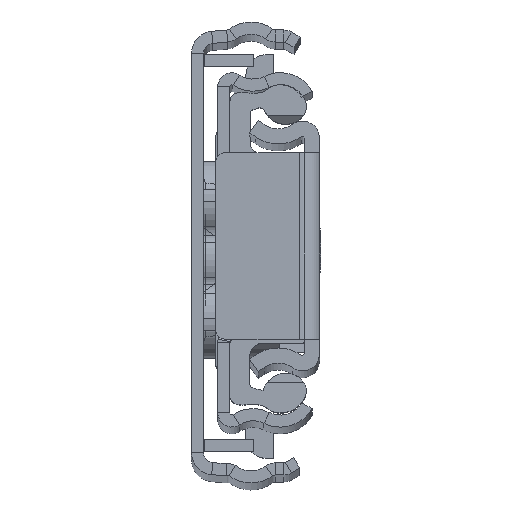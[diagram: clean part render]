
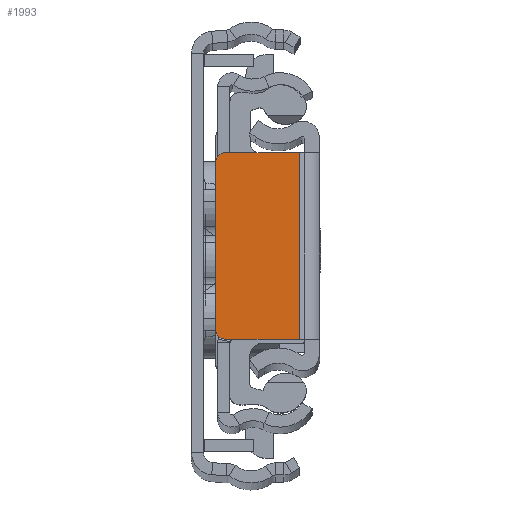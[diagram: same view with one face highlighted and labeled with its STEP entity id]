
A CAD part, top view. The second image highlights one B-rep face of the part: STEP entity #1993.
In plain terms, the highlighted planar face has unit normal (0, 0, 1).
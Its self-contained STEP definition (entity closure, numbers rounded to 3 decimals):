
#132 = CARTESIAN_POINT ( 'NONE',  ( -2., -9.25, 0. ) ) ;
#479 = VERTEX_POINT ( 'NONE', #711 ) ;
#711 = CARTESIAN_POINT ( 'NONE',  ( -2., -9.25, 0. ) ) ;
#1481 = ORIENTED_EDGE ( 'NONE', *, *, #11294, .T. ) ;
#1797 = DIRECTION ( 'NONE',  ( 0., -1., 0. ) ) ;
#1961 = CARTESIAN_POINT ( 'NONE',  ( -9.3, 9.25, 0. ) ) ;
#1993 = ADVANCED_FACE ( 'NONE', ( #16695 ), #21687, .F. ) ;
#2024 = CARTESIAN_POINT ( 'NONE',  ( -9.3, 8.25, 0. ) ) ;
#2365 = CARTESIAN_POINT ( 'NONE',  ( -2., 9.25, 0. ) ) ;
#2895 = CARTESIAN_POINT ( 'NONE',  ( -9.3, -8.25, 0. ) ) ;
#3289 = EDGE_CURVE ( 'NONE', #17976, #479, #7093, .T. ) ;
#4001 = CIRCLE ( 'NONE', #5749, 1. ) ;
#4736 = VECTOR ( 'NONE', #5407, 1000. ) ;
#4899 = DIRECTION ( 'NONE',  ( 0., 0., -1. ) ) ;
#5114 = EDGE_CURVE ( 'NONE', #15178, #21720, #4001, .T. ) ;
#5407 = DIRECTION ( 'NONE',  ( 0., -1., 0. ) ) ;
#5439 = EDGE_CURVE ( 'NONE', #21720, #11276, #13776, .T. ) ;
#5749 = AXIS2_PLACEMENT_3D ( 'NONE', #2024, #6292, #7828 ) ;
#5879 = CARTESIAN_POINT ( 'NONE',  ( -10.3, -8.25, 0. ) ) ;
#6144 = EDGE_CURVE ( 'NONE', #11276, #16154, #12067, .T. ) ;
#6292 = DIRECTION ( 'NONE',  ( 0., 0., 1. ) ) ;
#6309 = CARTESIAN_POINT ( 'NONE',  ( 0., 0., 0. ) ) ;
#6515 = DIRECTION ( 'NONE',  ( 1., 0., 0. ) ) ;
#6729 = VECTOR ( 'NONE', #1797, 1000. ) ;
#6764 = ORIENTED_EDGE ( 'NONE', *, *, #12441, .T. ) ;
#7093 = LINE ( 'NONE', #132, #6729 ) ;
#7643 = ORIENTED_EDGE ( 'NONE', *, *, #6144, .T. ) ;
#7828 = DIRECTION ( 'NONE',  ( -1., 0., 0. ) ) ;
#7850 = DIRECTION ( 'NONE',  ( 0., 0., 1. ) ) ;
#8065 = CARTESIAN_POINT ( 'NONE',  ( 0., -9.25, 0. ) ) ;
#8965 = DIRECTION ( 'NONE',  ( -1., 0., 0. ) ) ;
#9290 = DIRECTION ( 'NONE',  ( -1., 0., 0. ) ) ;
#10678 = CARTESIAN_POINT ( 'NONE',  ( -10.3, 0., 0. ) ) ;
#10730 = ORIENTED_EDGE ( 'NONE', *, *, #5439, .T. ) ;
#11262 = AXIS2_PLACEMENT_3D ( 'NONE', #6309, #4899, #11486 ) ;
#11276 = VERTEX_POINT ( 'NONE', #5879 ) ;
#11294 = EDGE_CURVE ( 'NONE', #17976, #15178, #12157, .T. ) ;
#11486 = DIRECTION ( 'NONE',  ( -1., 0., 0. ) ) ;
#11725 = AXIS2_PLACEMENT_3D ( 'NONE', #2895, #7850, #9290 ) ;
#12067 = CIRCLE ( 'NONE', #11725, 1. ) ;
#12157 = LINE ( 'NONE', #17364, #16384 ) ;
#12441 = EDGE_CURVE ( 'NONE', #16154, #479, #19788, .T. ) ;
#12862 = VECTOR ( 'NONE', #6515, 1000. ) ;
#13258 = ORIENTED_EDGE ( 'NONE', *, *, #5114, .T. ) ;
#13776 = LINE ( 'NONE', #10678, #4736 ) ;
#15178 = VERTEX_POINT ( 'NONE', #1961 ) ;
#15920 = ORIENTED_EDGE ( 'NONE', *, *, #3289, .F. ) ;
#16154 = VERTEX_POINT ( 'NONE', #19357 ) ;
#16384 = VECTOR ( 'NONE', #8965, 1000. ) ;
#16695 = FACE_OUTER_BOUND ( 'NONE', #17145, .T. ) ;
#17092 = CARTESIAN_POINT ( 'NONE',  ( -10.3, 8.25, 0. ) ) ;
#17145 = EDGE_LOOP ( 'NONE', ( #10730, #7643, #6764, #15920, #1481, #13258 ) ) ;
#17364 = CARTESIAN_POINT ( 'NONE',  ( 0., 9.25, 0. ) ) ;
#17976 = VERTEX_POINT ( 'NONE', #2365 ) ;
#19357 = CARTESIAN_POINT ( 'NONE',  ( -9.3, -9.25, 0. ) ) ;
#19788 = LINE ( 'NONE', #8065, #12862 ) ;
#21687 = PLANE ( 'NONE',  #11262 ) ;
#21720 = VERTEX_POINT ( 'NONE', #17092 ) ;
